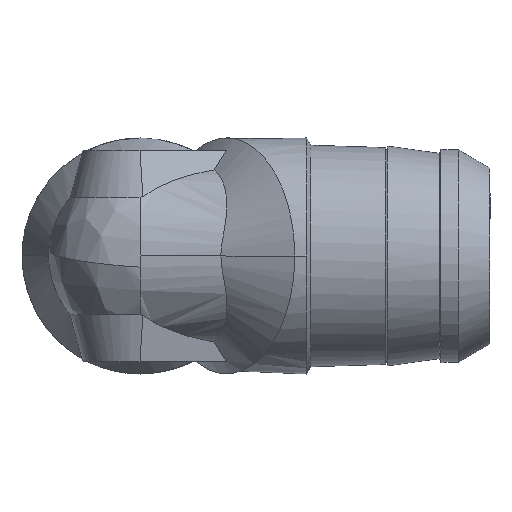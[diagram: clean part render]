
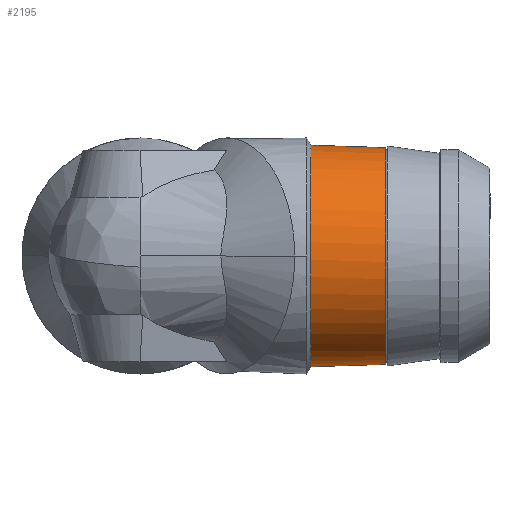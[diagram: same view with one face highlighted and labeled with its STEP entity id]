
A CAD part, left-side view. The second image highlights one B-rep face of the part: STEP entity #2195.
In plain terms, the highlighted free-form (B-spline) face has degree [1, 3] with [2, 4] control points.
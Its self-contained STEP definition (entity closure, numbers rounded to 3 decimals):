
#323 = ORIENTED_EDGE ( 'NONE', *, *, #2433, .F. ) ;
#337 = CARTESIAN_POINT ( 'NONE',  ( 34.516, 102.199, 6.66 ) ) ;
#339 = EDGE_LOOP ( 'NONE', ( #323, #2123, #3370, #1985 ) ) ;
#599 = VERTEX_POINT ( 'NONE', #4378 ) ;
#1024 =( BOUNDED_SURFACE ( )  B_SPLINE_SURFACE ( 1, 3, ( 
 ( #4375, #3006, #2075, #5300 ),
 ( #3020, #4797, #2935, #5642 ) ),
 .UNSPECIFIED., .F., .F., .T. ) 
 B_SPLINE_SURFACE_WITH_KNOTS ( ( 2, 2 ),
 ( 4, 4 ),
 ( 0., 1. ),
 ( 0., 1. ),
 .UNSPECIFIED. ) 
 GEOMETRIC_REPRESENTATION_ITEM ( )  RATIONAL_B_SPLINE_SURFACE ( (
 ( 1., 0.333, 0.333, 1.),
 ( 1., 0.333, 0.333, 1.) ) ) 
 REPRESENTATION_ITEM ( '' )  SURFACE ( )  );
#1025 = CARTESIAN_POINT ( 'NONE',  ( 34.516, 102.199, -6.66 ) ) ;
#1039 = CARTESIAN_POINT ( 'NONE',  ( 34.516, 106.786, 6.803 ) ) ;
#1128 = B_SPLINE_CURVE_WITH_KNOTS ( 'NONE', 1,
 ( #4182, #1425 ),
 .UNSPECIFIED., .F., .F.,
 ( 2, 2 ),
 ( -1., 0. ),
 .UNSPECIFIED. ) ;
#1425 = CARTESIAN_POINT ( 'NONE',  ( 34.516, 106.786, -6.803 ) ) ;
#1460 =( BOUNDED_CURVE ( )  B_SPLINE_CURVE ( 3, ( #3788, #5147, #1926, #1025 ),
 .UNSPECIFIED., .F., .T. ) 
 B_SPLINE_CURVE_WITH_KNOTS ( ( 4, 4 ),
 ( -3.142, 0. ),
 .UNSPECIFIED. ) 
 CURVE ( )  GEOMETRIC_REPRESENTATION_ITEM ( )  RATIONAL_B_SPLINE_CURVE ( ( 1., 0.333, 0.333, 1. ) ) 
 REPRESENTATION_ITEM ( '' )  );
#1610 = CARTESIAN_POINT ( 'NONE',  ( 34.516, 102.199, 6.66 ) ) ;
#1926 = CARTESIAN_POINT ( 'NONE',  ( 21.197, 102.199, -6.66 ) ) ;
#1985 = ORIENTED_EDGE ( 'NONE', *, *, #4295, .F. ) ;
#2075 = CARTESIAN_POINT ( 'NONE',  ( 21.197, 102.199, 6.66 ) ) ;
#2123 = ORIENTED_EDGE ( 'NONE', *, *, #4705, .F. ) ;
#2134 = VERTEX_POINT ( 'NONE', #1039 ) ;
#2195 = ADVANCED_FACE ( 'NONE', ( #3978 ), #1024, .F. ) ;
#2374 = CARTESIAN_POINT ( 'NONE',  ( 20.91, 106.786, -6.803 ) ) ;
#2433 = EDGE_CURVE ( 'NONE', #4130, #599, #1460, .T. ) ;
#2760 = CARTESIAN_POINT ( 'NONE',  ( 34.516, 106.786, -6.803 ) ) ;
#2935 = CARTESIAN_POINT ( 'NONE',  ( 20.91, 106.786, 6.803 ) ) ;
#3006 = CARTESIAN_POINT ( 'NONE',  ( 21.197, 102.199, -6.66 ) ) ;
#3020 = CARTESIAN_POINT ( 'NONE',  ( 34.516, 106.786, -6.803 ) ) ;
#3060 = EDGE_CURVE ( 'NONE', #2134, #4779, #3540, .T. ) ;
#3370 = ORIENTED_EDGE ( 'NONE', *, *, #3060, .T. ) ;
#3540 =( BOUNDED_CURVE ( )  B_SPLINE_CURVE ( 3, ( #5260, #4798, #2374, #3773 ),
 .UNSPECIFIED., .F., .F. ) 
 B_SPLINE_CURVE_WITH_KNOTS ( ( 4, 4 ),
 ( -3.142, 0. ),
 .UNSPECIFIED. ) 
 CURVE ( )  GEOMETRIC_REPRESENTATION_ITEM ( )  RATIONAL_B_SPLINE_CURVE ( ( 1., 0.333, 0.333, 1. ) ) 
 REPRESENTATION_ITEM ( '' )  );
#3773 = CARTESIAN_POINT ( 'NONE',  ( 34.516, 106.786, -6.803 ) ) ;
#3788 = CARTESIAN_POINT ( 'NONE',  ( 34.516, 102.199, 6.66 ) ) ;
#3978 = FACE_OUTER_BOUND ( 'NONE', #339, .T. ) ;
#4090 = B_SPLINE_CURVE_WITH_KNOTS ( 'NONE', 1,
 ( #5801, #337 ),
 .UNSPECIFIED., .F., .F.,
 ( 2, 2 ),
 ( -1., 0. ),
 .UNSPECIFIED. ) ;
#4130 = VERTEX_POINT ( 'NONE', #1610 ) ;
#4182 = CARTESIAN_POINT ( 'NONE',  ( 34.516, 102.199, -6.66 ) ) ;
#4295 = EDGE_CURVE ( 'NONE', #599, #4779, #1128, .T. ) ;
#4375 = CARTESIAN_POINT ( 'NONE',  ( 34.516, 102.199, -6.66 ) ) ;
#4378 = CARTESIAN_POINT ( 'NONE',  ( 34.516, 102.199, -6.66 ) ) ;
#4705 = EDGE_CURVE ( 'NONE', #2134, #4130, #4090, .T. ) ;
#4779 = VERTEX_POINT ( 'NONE', #2760 ) ;
#4797 = CARTESIAN_POINT ( 'NONE',  ( 20.91, 106.786, -6.803 ) ) ;
#4798 = CARTESIAN_POINT ( 'NONE',  ( 20.91, 106.786, 6.803 ) ) ;
#5147 = CARTESIAN_POINT ( 'NONE',  ( 21.197, 102.199, 6.66 ) ) ;
#5260 = CARTESIAN_POINT ( 'NONE',  ( 34.516, 106.786, 6.803 ) ) ;
#5300 = CARTESIAN_POINT ( 'NONE',  ( 34.516, 102.199, 6.66 ) ) ;
#5642 = CARTESIAN_POINT ( 'NONE',  ( 34.516, 106.786, 6.803 ) ) ;
#5801 = CARTESIAN_POINT ( 'NONE',  ( 34.516, 106.786, 6.803 ) ) ;
